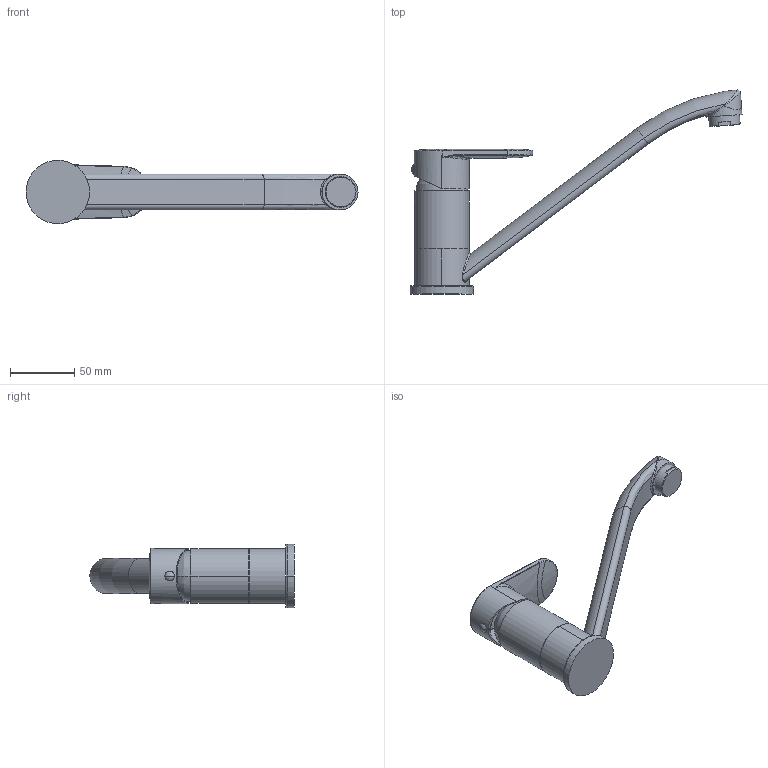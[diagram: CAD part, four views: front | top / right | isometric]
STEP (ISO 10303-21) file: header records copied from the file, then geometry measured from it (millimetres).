
FILE_DESCRIPTION((''),'2;1');
FILE_NAME('CA182TCR','2021-01-13T13:46:09',('ut3'),('PAFFONI SpA'),'CREO PARAMETRIC BY PTC INC, 2020044','CREO PARAMETRIC BY PTC INC, 2020044','');
FILE_SCHEMA(('CONFIG_CONTROL_DESIGN','SHAPE_APPEARANCE_LAYERS_GROUPS'));
Length unit declared in the file: millimetre
Products named in the file (1): CA182TCR
Bounding box: 258.72 x 159.08 x 49.5 mm (x, y, z)
Surface area: 49916.5 mm2 (no closed solid volume)
Topology: 0 solids, 8 shells, 89 faces, 214 edges, 129 vertices
Faces by surface type: bspline 44, cylinder 19, plane 14, cone 5, torus 5, sphere 2
Entity records: 6794 total; most frequent: CARTESIAN_POINT 4349, ORIENTED_EDGE 400, DIRECTION 298, EDGE_CURVE 212, AXIS2_PLACEMENT_3D 130, VERTEX_POINT 129, EDGE_LOOP 89, FACE_OUTER_BOUND 89
